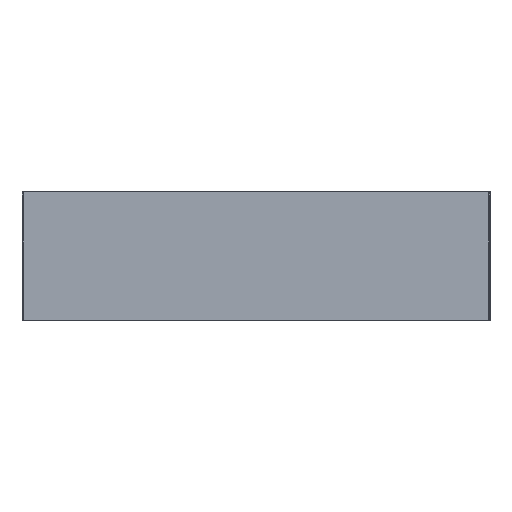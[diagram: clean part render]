
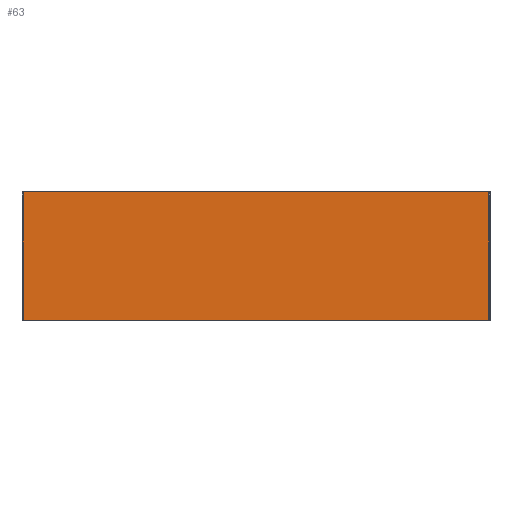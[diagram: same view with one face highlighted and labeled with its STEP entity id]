
A CAD part, top view. The second image highlights one B-rep face of the part: STEP entity #63.
In plain terms, the highlighted planar face has unit normal (0, 0, 1).
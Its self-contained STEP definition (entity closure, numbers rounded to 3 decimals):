
#52 = VECTOR ( 'NONE', #752, 1000. ) ;
#63 = ADVANCED_FACE ( 'NONE', ( #223 ), #1120, .T. ) ;
#81 = CARTESIAN_POINT ( 'NONE',  ( -450.5, 123.939, 0. ) ) ;
#151 = LINE ( 'NONE', #1154, #2476 ) ;
#223 = FACE_OUTER_BOUND ( 'NONE', #2023, .T. ) ;
#229 = ORIENTED_EDGE ( 'NONE', *, *, #2464, .F. ) ;
#230 = ORIENTED_EDGE ( 'NONE', *, *, #2639, .F. ) ;
#430 = LINE ( 'NONE', #1846, #2583 ) ;
#434 = CARTESIAN_POINT ( 'NONE',  ( 450.5, 123.939, 0. ) ) ;
#539 = CARTESIAN_POINT ( 'NONE',  ( 0., 0., 0. ) ) ;
#586 = DIRECTION ( 'NONE',  ( 1., 0., 0. ) ) ;
#752 = DIRECTION ( 'NONE',  ( 0., 1., 0. ) ) ;
#988 = ORIENTED_EDGE ( 'NONE', *, *, #1619, .T. ) ;
#1020 = VERTEX_POINT ( 'NONE', #1262 ) ;
#1089 = VERTEX_POINT ( 'NONE', #1719 ) ;
#1120 = PLANE ( 'NONE',  #2036 ) ;
#1133 = LINE ( 'NONE', #2242, #52 ) ;
#1143 = DIRECTION ( 'NONE',  ( 0., -1., 0. ) ) ;
#1154 = CARTESIAN_POINT ( 'NONE',  ( -454.405, 123.939, 0. ) ) ;
#1262 = CARTESIAN_POINT ( 'NONE',  ( -450.5, -123.939, 0. ) ) ;
#1348 = ORIENTED_EDGE ( 'NONE', *, *, #2602, .F. ) ;
#1569 = DIRECTION ( 'NONE',  ( 1., 0., 0. ) ) ;
#1619 = EDGE_CURVE ( 'NONE', #1020, #1089, #430, .T. ) ;
#1719 = CARTESIAN_POINT ( 'NONE',  ( 450.5, -123.939, 0. ) ) ;
#1747 = VERTEX_POINT ( 'NONE', #434 ) ;
#1846 = CARTESIAN_POINT ( 'NONE',  ( -454.405, -123.939, 0. ) ) ;
#1964 = CARTESIAN_POINT ( 'NONE',  ( 450.5, 125., 0. ) ) ;
#2023 = EDGE_LOOP ( 'NONE', ( #988, #229, #1348, #230 ) ) ;
#2036 = AXIS2_PLACEMENT_3D ( 'NONE', #539, #2397, #1569 ) ;
#2043 = DIRECTION ( 'NONE',  ( 1., 0., 0. ) ) ;
#2242 = CARTESIAN_POINT ( 'NONE',  ( -450.5, -125., 0. ) ) ;
#2352 = VERTEX_POINT ( 'NONE', #81 ) ;
#2397 = DIRECTION ( 'NONE',  ( 0., 0., 1. ) ) ;
#2464 = EDGE_CURVE ( 'NONE', #1747, #1089, #2543, .T. ) ;
#2476 = VECTOR ( 'NONE', #2043, 1000. ) ;
#2543 = LINE ( 'NONE', #1964, #2670 ) ;
#2583 = VECTOR ( 'NONE', #586, 1000. ) ;
#2602 = EDGE_CURVE ( 'NONE', #2352, #1747, #151, .T. ) ;
#2639 = EDGE_CURVE ( 'NONE', #1020, #2352, #1133, .T. ) ;
#2670 = VECTOR ( 'NONE', #1143, 1000. ) ;
